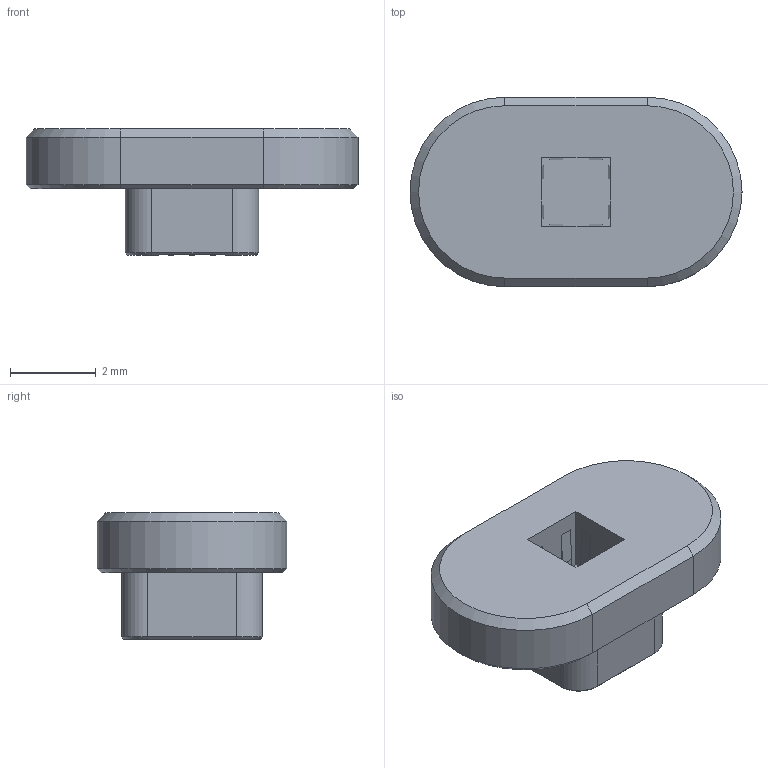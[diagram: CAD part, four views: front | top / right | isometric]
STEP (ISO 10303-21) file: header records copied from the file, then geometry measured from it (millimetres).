
FILE_DESCRIPTION(/* description */ (''),/* implementation_level */ '2;1');
FILE_NAME(/* name */ 'SW cap.step',/* time_stamp */ '2023-11-15T16:59:11+05:30',/* author */ (''),/* organization */ (''),/* preprocessor_version */ 'ST-DEVELOPER v20',/* originating_system */ 'Autodesk Translation Framework v12.14.0.127',/* authorisation */ '');
FILE_SCHEMA (('AUTOMOTIVE_DESIGN { 1 0 10303 214 3 1 1 }'));
Length unit declared in the file: millimetre
Products named in the file (1): SW cap
Bounding box: 7.76 x 4.43 x 2.95 mm (x, y, z)
Volume: 52.5 mm3; surface area: 118 mm2
Topology: 1 solids, 1 shells, 117 faces, 290 edges, 180 vertices
Faces by surface type: plane 73, cylinder 22, cone 12, bspline 10
Entity records: 3597 total; most frequent: CARTESIAN_POINT 798, ORIENTED_EDGE 580, DIRECTION 560, EDGE_CURVE 290, LINE 220, VECTOR 220, VERTEX_POINT 180, AXIS2_PLACEMENT_3D 170
